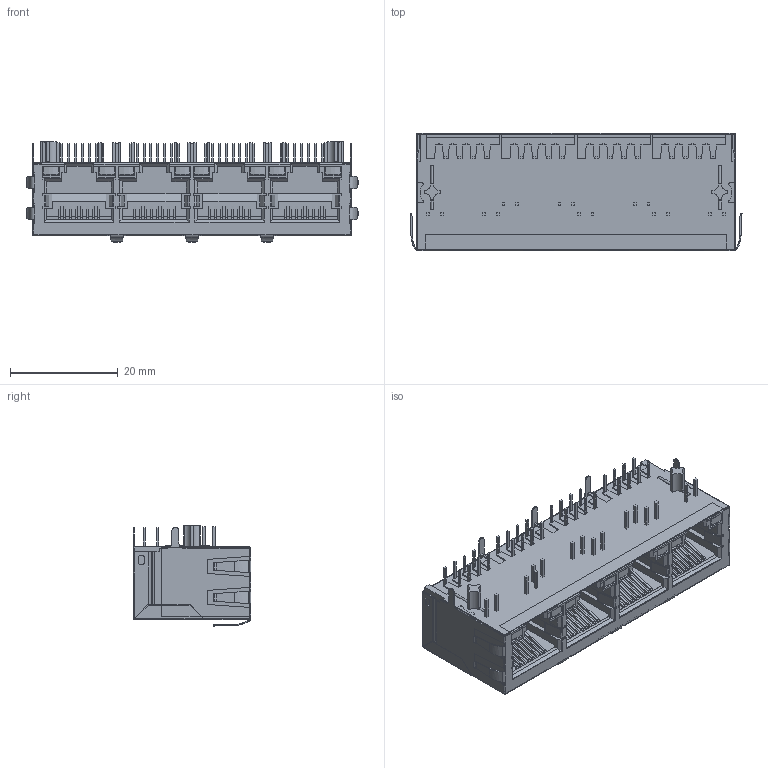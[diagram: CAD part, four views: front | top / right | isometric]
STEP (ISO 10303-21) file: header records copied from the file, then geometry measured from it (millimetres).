
FILE_DESCRIPTION(/* description */ ('Unknown'),/* implementation_level */ '2;1');
FILE_NAME(/* name */ '7499031120A',/* time_stamp */ '2022-06-22T11:32:48+02:00',/* author */ ('Unknown'),/* organization */ ('Unknown'),/* preprocessor_version */ 'ST-DEVELOPER v16.7',/* originating_system */ 'Solid Edge',/* authorisation */ 'Unknown');
FILE_SCHEMA (('AUTOMOTIVE_DESIGN {1 0 10303 214 3 1 1}'));
Products named in the file (6): 7499031120A; Shielding; Insulator; LED_yellow; LED_green; Insulator_2
Assembly tree (14 placements, depth 2):
  7499031120A
    Shielding
    Insulator
    LED_yellow  x4
    LED_green  x4
    Insulator_2  x4
Bounding box: 61.58 x 21.8 x 18.66 mm (x, y, z)
Volume: 11279.8 mm3; surface area: 20561.7 mm2
Topology: 14 solids, 14 shells, 1941 faces, 5285 edges, 3364 vertices
Faces by surface type: plane 1339, cylinder 432, bspline 118, sphere 36, torus 16
Entity records: 59573 total; most frequent: CARTESIAN_POINT 12489, ORIENTED_EDGE 8146, DIRECTION 6861, EDGE_CURVE 4073, LINE 2941, VECTOR 2941, VERTEX_POINT 2608, AXIS2_PLACEMENT_3D 1960
